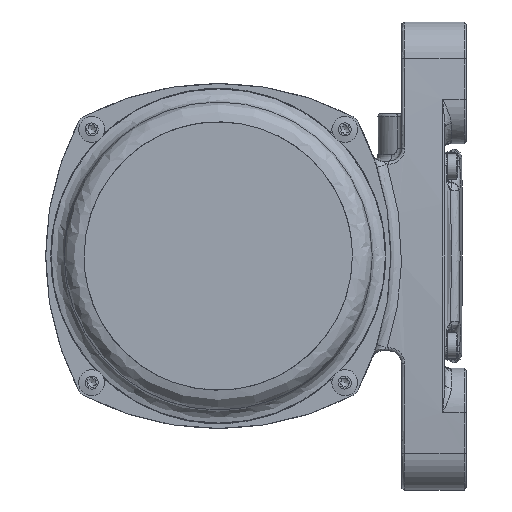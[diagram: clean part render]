
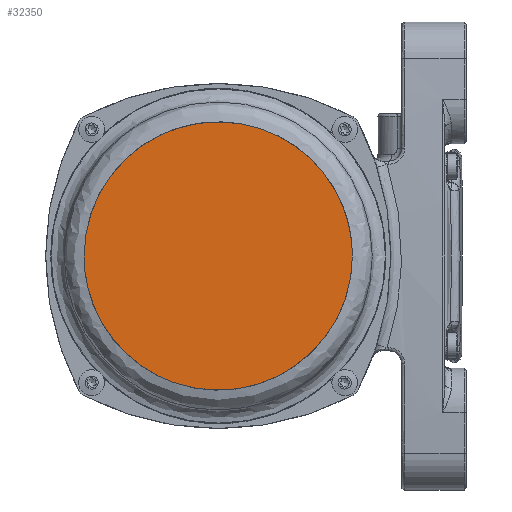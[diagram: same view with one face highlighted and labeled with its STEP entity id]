
A CAD part, left-side view. The second image highlights one B-rep face of the part: STEP entity #32350.
In plain terms, the highlighted planar face has unit normal (-1, 0, 0).
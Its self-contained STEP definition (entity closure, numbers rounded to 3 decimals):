
#2434 = ORIENTED_EDGE ( 'NONE', *, *, #108200, .F. ) ;
#2977 = CARTESIAN_POINT ( 'NONE',  ( -170., 177.2, 0. ) ) ;
#4905 =( BOUNDED_CURVE ( )  B_SPLINE_CURVE ( 3, ( #2977, #77992, #20164, #95196 ),
 .UNSPECIFIED., .F., .F. ) 
 B_SPLINE_CURVE_WITH_KNOTS ( ( 4, 4 ),
 ( 0., 1. ),
 .UNSPECIFIED. ) 
 CURVE ( )  GEOMETRIC_REPRESENTATION_ITEM ( )  RATIONAL_B_SPLINE_CURVE ( ( 1., 0.333, 0.333, 1. ) ) 
 REPRESENTATION_ITEM ( '' )  );
#20164 = CARTESIAN_POINT ( 'NONE',  ( -170., 52.8, 124.4 ) ) ;
#26104 = PLANE ( 'NONE',  #57170 ) ;
#32350 = ADVANCED_FACE ( 'NONE', ( #129051 ), #26104, .T. ) ;
#38613 = VERTEX_POINT ( 'NONE', #91697 ) ;
#38924 = CARTESIAN_POINT ( 'NONE',  ( -170., 43.6, 0. ) ) ;
#42566 = VERTEX_POINT ( 'NONE', #88811 ) ;
#43268 = DIRECTION ( 'NONE',  ( 0., -1., 0. ) ) ;
#45210 = ORIENTED_EDGE ( 'NONE', *, *, #87703, .F. ) ;
#57170 = AXIS2_PLACEMENT_3D ( 'NONE', #38924, #113973, #43268 ) ;
#61714 = EDGE_LOOP ( 'NONE', ( #2434, #45210 ) ) ;
#64312 =( BOUNDED_CURVE ( )  B_SPLINE_CURVE ( 3, ( #103559, #95041, #92928, #120815 ),
 .UNSPECIFIED., .F., .F. ) 
 B_SPLINE_CURVE_WITH_KNOTS ( ( 4, 4 ),
 ( 0., 1. ),
 .UNSPECIFIED. ) 
 CURVE ( )  GEOMETRIC_REPRESENTATION_ITEM ( )  RATIONAL_B_SPLINE_CURVE ( ( 1., 0.333, 0.333, 1. ) ) 
 REPRESENTATION_ITEM ( '' )  );
#77992 = CARTESIAN_POINT ( 'NONE',  ( -170., 177.2, 124.4 ) ) ;
#87703 = EDGE_CURVE ( 'NONE', #38613, #42566, #64312, .T. ) ;
#88811 = CARTESIAN_POINT ( 'NONE',  ( -170., 177.2, 0. ) ) ;
#91697 = CARTESIAN_POINT ( 'NONE',  ( -170., 52.8, 0. ) ) ;
#92928 = CARTESIAN_POINT ( 'NONE',  ( -170., 177.2, -124.4 ) ) ;
#95041 = CARTESIAN_POINT ( 'NONE',  ( -170., 52.8, -124.4 ) ) ;
#95196 = CARTESIAN_POINT ( 'NONE',  ( -170., 52.8, 0. ) ) ;
#103559 = CARTESIAN_POINT ( 'NONE',  ( -170., 52.8, 0. ) ) ;
#108200 = EDGE_CURVE ( 'NONE', #42566, #38613, #4905, .T. ) ;
#113973 = DIRECTION ( 'NONE',  ( -1., 0., 0. ) ) ;
#120815 = CARTESIAN_POINT ( 'NONE',  ( -170., 177.2, 0. ) ) ;
#129051 = FACE_OUTER_BOUND ( 'NONE', #61714, .T. ) ;
